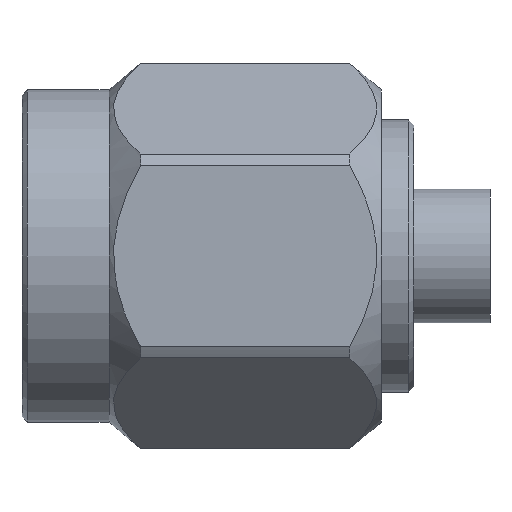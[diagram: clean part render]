
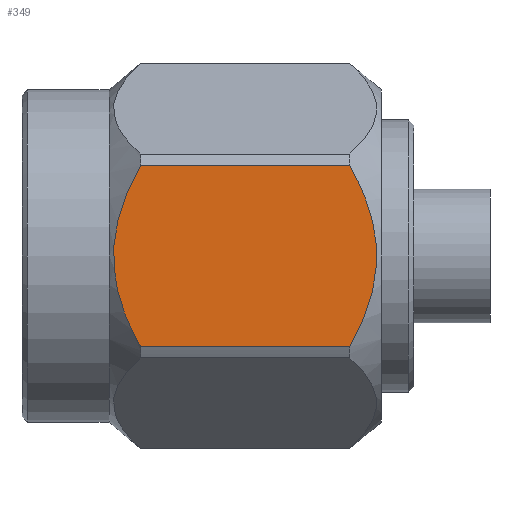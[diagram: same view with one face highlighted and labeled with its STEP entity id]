
A CAD part, front view. The second image highlights one B-rep face of the part: STEP entity #349.
In plain terms, the highlighted planar face has unit normal (0, -1, 0).
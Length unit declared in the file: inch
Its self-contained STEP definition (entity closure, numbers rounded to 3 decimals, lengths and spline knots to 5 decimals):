
#45 = CARTESIAN_POINT ( 'NONE',  ( 0.08472, -0.15625, -0.01446 ) ) ;
#54 = CARTESIAN_POINT ( 'NONE',  ( 0.08413, -0.15625, 0.00743 ) ) ;
#99 = CARTESIAN_POINT ( 'NONE',  ( 0.1089, -0.15625, 0.08326 ) ) ;
#102 = DIRECTION ( 'NONE',  ( -1., 0., 0. ) ) ;
#151 = CARTESIAN_POINT ( 'NONE',  ( 0.32112, -0.15625, 0.0362 ) ) ;
#222 = B_SPLINE_CURVE_WITH_KNOTS ( 'NONE', 3,
 ( #812, #2124, #771, #1297, #2392, #2926, #54, #1337, #45, #2916, #1026, #2148, #3162, #1323 ),
 .UNSPECIFIED., .F., .F.,
 ( 4, 2, 2, 2, 2, 2, 4 ),
 ( 0., 0.00111, 0.00166, 0.00221, 0.00277, 0.00332, 0.00443 ),
 .UNSPECIFIED. ) ;
#230 = PLANE ( 'NONE',  #1682 ) ;
#244 = CARTESIAN_POINT ( 'NONE',  ( 0.54, -0.15625, -0.09021 ) ) ;
#245 = ORIENTED_EDGE ( 'NONE', *, *, #3336, .T. ) ;
#293 = VERTEX_POINT ( 'NONE', #586 ) ;
#349 = ADVANCED_FACE ( 'NONE', ( #711 ), #230, .T. ) ;
#362 = CARTESIAN_POINT ( 'NONE',  ( 0.32105, -0.15625, -0.03645 ) ) ;
#415 = CARTESIAN_POINT ( 'NONE',  ( 0.32587, -0.15625, -0.00743 ) ) ;
#433 = EDGE_CURVE ( 'NONE', #479, #473, #1517, .T. ) ;
#473 = VERTEX_POINT ( 'NONE', #1470 ) ;
#479 = VERTEX_POINT ( 'NONE', #2804 ) ;
#580 = CARTESIAN_POINT ( 'NONE',  ( 0.32282, -0.15625, -0.02937 ) ) ;
#586 = CARTESIAN_POINT ( 'NONE',  ( 0.1089, -0.15625, -0.08326 ) ) ;
#711 = FACE_OUTER_BOUND ( 'NONE', #2346, .T. ) ;
#716 = ORIENTED_EDGE ( 'NONE', *, *, #1184, .T. ) ;
#771 = CARTESIAN_POINT ( 'NONE',  ( 0.09557, -0.15625, 0.05722 ) ) ;
#812 = CARTESIAN_POINT ( 'NONE',  ( 0.1089, -0.15625, 0.08326 ) ) ;
#888 = LINE ( 'NONE', #1404, #1998 ) ;
#925 = CARTESIAN_POINT ( 'NONE',  ( 0.3011, -0.15625, 0.08326 ) ) ;
#1026 = CARTESIAN_POINT ( 'NONE',  ( 0.08888, -0.15625, -0.0362 ) ) ;
#1060 = CARTESIAN_POINT ( 'NONE',  ( 0.66895, -0.15625, -0.08326 ) ) ;
#1184 = EDGE_CURVE ( 'NONE', #1650, #293, #222, .T. ) ;
#1216 = EDGE_CURVE ( 'NONE', #293, #479, #3411, .T. ) ;
#1297 = CARTESIAN_POINT ( 'NONE',  ( 0.08895, -0.15625, 0.03645 ) ) ;
#1323 = CARTESIAN_POINT ( 'NONE',  ( 0.1089, -0.15625, -0.08326 ) ) ;
#1337 = CARTESIAN_POINT ( 'NONE',  ( 0.08411, -0.15625, -0.00717 ) ) ;
#1366 = CARTESIAN_POINT ( 'NONE',  ( 0.31443, -0.15625, -0.05722 ) ) ;
#1404 = CARTESIAN_POINT ( 'NONE',  ( 0.66895, -0.15625, 0.08326 ) ) ;
#1437 = CARTESIAN_POINT ( 'NONE',  ( 0.32525, -0.15625, -0.0148 ) ) ;
#1457 = DIRECTION ( 'NONE',  ( 1., 0., 0. ) ) ;
#1470 = CARTESIAN_POINT ( 'NONE',  ( 0.3011, -0.15625, 0.08326 ) ) ;
#1517 = B_SPLINE_CURVE_WITH_KNOTS ( 'NONE', 3,
 ( #3245, #2973, #1366, #362, #580, #1437, #415, #2539, #2273, #2245, #151, #2520, #2781, #925 ),
 .UNSPECIFIED., .F., .F.,
 ( 4, 2, 2, 2, 2, 2, 4 ),
 ( 0., 0.00111, 0.00166, 0.00221, 0.00277, 0.00332, 0.00443 ),
 .UNSPECIFIED. ) ;
#1650 = VERTEX_POINT ( 'NONE', #99 ) ;
#1682 = AXIS2_PLACEMENT_3D ( 'NONE', #244, #2864, #2612 ) ;
#1998 = VECTOR ( 'NONE', #102, 39.37008 ) ;
#2022 = ORIENTED_EDGE ( 'NONE', *, *, #1216, .T. ) ;
#2124 = CARTESIAN_POINT ( 'NONE',  ( 0.10171, -0.15625, 0.07043 ) ) ;
#2148 = CARTESIAN_POINT ( 'NONE',  ( 0.09553, -0.15625, -0.05713 ) ) ;
#2245 = CARTESIAN_POINT ( 'NONE',  ( 0.3229, -0.15625, 0.02899 ) ) ;
#2273 = CARTESIAN_POINT ( 'NONE',  ( 0.32528, -0.15625, 0.01446 ) ) ;
#2346 = EDGE_LOOP ( 'NONE', ( #2022, #2644, #245, #716 ) ) ;
#2392 = CARTESIAN_POINT ( 'NONE',  ( 0.08718, -0.15625, 0.02937 ) ) ;
#2520 = CARTESIAN_POINT ( 'NONE',  ( 0.31447, -0.15625, 0.05713 ) ) ;
#2539 = CARTESIAN_POINT ( 'NONE',  ( 0.32589, -0.15625, 0.00717 ) ) ;
#2612 = DIRECTION ( 'NONE',  ( 0., 0., -1. ) ) ;
#2644 = ORIENTED_EDGE ( 'NONE', *, *, #433, .T. ) ;
#2781 = CARTESIAN_POINT ( 'NONE',  ( 0.3083, -0.15625, 0.0704 ) ) ;
#2804 = CARTESIAN_POINT ( 'NONE',  ( 0.3011, -0.15625, -0.08326 ) ) ;
#2864 = DIRECTION ( 'NONE',  ( 0., -1., 0. ) ) ;
#2916 = CARTESIAN_POINT ( 'NONE',  ( 0.0871, -0.15625, -0.02899 ) ) ;
#2926 = CARTESIAN_POINT ( 'NONE',  ( 0.08475, -0.15625, 0.0148 ) ) ;
#2973 = CARTESIAN_POINT ( 'NONE',  ( 0.30829, -0.15625, -0.07043 ) ) ;
#3162 = CARTESIAN_POINT ( 'NONE',  ( 0.1017, -0.15625, -0.0704 ) ) ;
#3245 = CARTESIAN_POINT ( 'NONE',  ( 0.3011, -0.15625, -0.08326 ) ) ;
#3335 = VECTOR ( 'NONE', #1457, 39.37008 ) ;
#3336 = EDGE_CURVE ( 'NONE', #473, #1650, #888, .T. ) ;
#3411 = LINE ( 'NONE', #1060, #3335 ) ;
